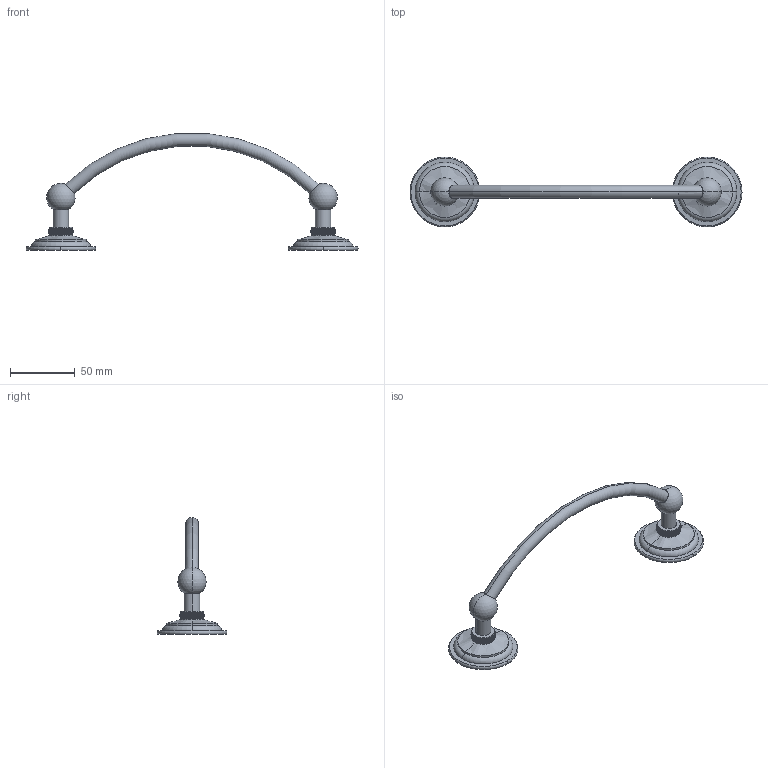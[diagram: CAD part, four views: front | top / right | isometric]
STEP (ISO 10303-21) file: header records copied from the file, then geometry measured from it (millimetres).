
FILE_DESCRIPTION((''),'2;1');
FILE_NAME('2605','2021-12-17T15:03:18',('jinson.thomas'),(''),'CREO PARAMETRIC BY PTC INC, 2018400','CREO PARAMETRIC BY PTC INC, 2018400','');
FILE_SCHEMA(('CONFIG_CONTROL_DESIGN'));
Length unit declared in the file: inch
Products named in the file (1): 2605
Bounding box: 257.2 x 54 x 90.62 mm (x, y, z)
Volume: 66439 mm3; surface area: 22085 mm2
Topology: 1 solids, 1 shells, 526 faces, 892 edges, 370 vertices
Faces by surface type: plane 328, bspline 164, cylinder 20, torus 10, sphere 4
Entity records: 15740 total; most frequent: CARTESIAN_POINT 7220, ORIENTED_EDGE 1776, DIRECTION 1672, EDGE_CURVE 888, AXIS2_PLACEMENT_3D 746, EDGE_LOOP 532, FACE_OUTER_BOUND 526, ADVANCED_FACE 526
